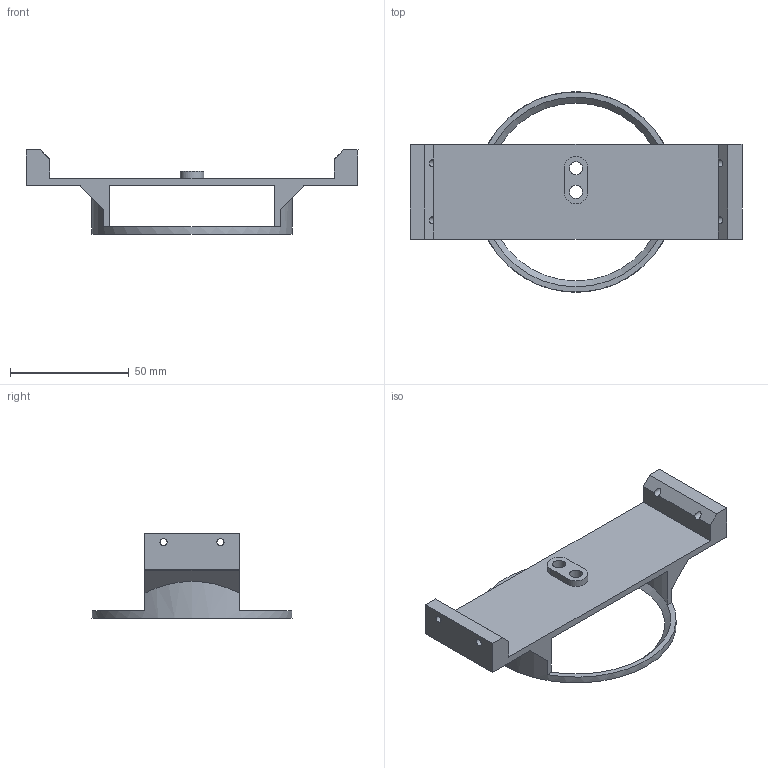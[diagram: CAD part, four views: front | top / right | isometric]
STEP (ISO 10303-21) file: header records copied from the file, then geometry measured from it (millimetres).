
FILE_DESCRIPTION(/* description */ (''),/* implementation_level */ '2;1');
FILE_NAME(/* name */ 'diancitiev7.step',/* time_stamp */ '2025-10-26T23:46:41-04:00',/* author */ (''),/* organization */ (''),/* preprocessor_version */ 'ST-DEVELOPER v20.1',/* originating_system */ 'Autodesk Translation Framework v14.17.0.0',/* authorisation */ '');
FILE_SCHEMA (('AUTOMOTIVE_DESIGN { 1 0 10303 214 3 1 1 }'));
Length unit declared in the file: millimetre
Products named in the file (1): 2025-10-19-22-14-40-317
Bounding box: 140 x 84.5 x 35.5 mm (x, y, z)
Volume: 33452.3 mm3; surface area: 21170.1 mm2
Topology: 1 solids, 1 shells, 42 faces, 131 edges, 86 vertices
Faces by surface type: plane 29, cylinder 12, cone 1
Full cylindrical faces by diameter (mm): 3 x4, 5.5 x2, 79.5 x1, 84.5 x1
Entity records: 1532 total; most frequent: ORIENTED_EDGE 262, DIRECTION 261, CARTESIAN_POINT 260, EDGE_CURVE 131, LINE 87, VECTOR 87, AXIS2_PLACEMENT_3D 87, VERTEX_POINT 86
